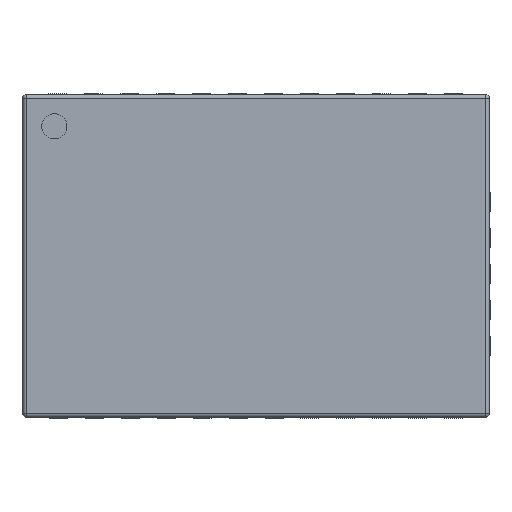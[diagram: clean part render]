
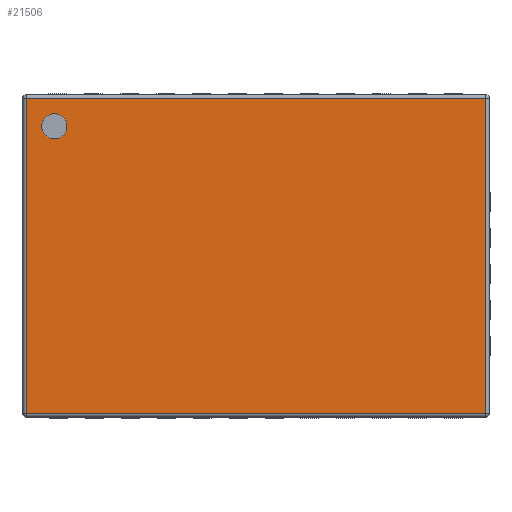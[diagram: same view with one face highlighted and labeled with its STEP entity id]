
A CAD part, top view. The second image highlights one B-rep face of the part: STEP entity #21506.
In plain terms, the highlighted planar face has unit normal (0, 0, 1).
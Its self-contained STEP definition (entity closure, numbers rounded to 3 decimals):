
#4940 = CYLINDRICAL_SURFACE('',#4941,0.05);
#4941 = AXIS2_PLACEMENT_3D('',#4942,#4943,#4944);
#4942 = CARTESIAN_POINT('',(-2.19,3.19,0.83));
#4943 = DIRECTION('',(-0.,-1.,-0.));
#4944 = DIRECTION('',(-1.,0.,0.));
#18387 = VERTEX_POINT('',#18388);
#18388 = CARTESIAN_POINT('',(-2.19,3.19,0.88));
#18408 = EDGE_CURVE('',#18387,#18409,#18411,.T.);
#18409 = VERTEX_POINT('',#18410);
#18410 = CARTESIAN_POINT('',(-2.19,-3.19,0.88));
#18411 = SURFACE_CURVE('',#18412,(#18416,#18423),.PCURVE_S1.);
#18412 = LINE('',#18413,#18414);
#18413 = CARTESIAN_POINT('',(-2.19,3.19,0.88));
#18414 = VECTOR('',#18415,1.);
#18415 = DIRECTION('',(-0.,-1.,-0.));
#18416 = PCURVE('',#4940,#18417);
#18417 = DEFINITIONAL_REPRESENTATION('',(#18418),#18422);
#18418 = LINE('',#18419,#18420);
#18419 = CARTESIAN_POINT('',(-1.571,0.));
#18420 = VECTOR('',#18421,1.);
#18421 = DIRECTION('',(-0.,1.));
#18422 = ( GEOMETRIC_REPRESENTATION_CONTEXT(2) 
PARAMETRIC_REPRESENTATION_CONTEXT() REPRESENTATION_CONTEXT('2D SPACE',''
  ) );
#18423 = PCURVE('',#18424,#18429);
#18424 = PLANE('',#18425);
#18425 = AXIS2_PLACEMENT_3D('',#18426,#18427,#18428);
#18426 = CARTESIAN_POINT('',(-2.24,-3.24,0.88));
#18427 = DIRECTION('',(0.,0.,1.));
#18428 = DIRECTION('',(1.,0.,0.));
#18429 = DEFINITIONAL_REPRESENTATION('',(#18430),#18434);
#18430 = LINE('',#18431,#18432);
#18431 = CARTESIAN_POINT('',(0.05,6.43));
#18432 = VECTOR('',#18433,1.);
#18433 = DIRECTION('',(-0.,-1.));
#18434 = ( GEOMETRIC_REPRESENTATION_CONTEXT(2) 
PARAMETRIC_REPRESENTATION_CONTEXT() REPRESENTATION_CONTEXT('2D SPACE',''
  ) );
#18859 = CYLINDRICAL_SURFACE('',#18860,0.05);
#18860 = AXIS2_PLACEMENT_3D('',#18861,#18862,#18863);
#18861 = CARTESIAN_POINT('',(-2.24,-3.19,0.83));
#18862 = DIRECTION('',(1.,0.,0.));
#18863 = DIRECTION('',(0.,-1.,0.));
#20009 = CYLINDRICAL_SURFACE('',#20010,0.05);
#20010 = AXIS2_PLACEMENT_3D('',#20011,#20012,#20013);
#20011 = CARTESIAN_POINT('',(2.19,-3.19,0.83));
#20012 = DIRECTION('',(0.,1.,0.));
#20013 = DIRECTION('',(0.,0.,1.));
#20544 = CYLINDRICAL_SURFACE('',#20545,0.05);
#20545 = AXIS2_PLACEMENT_3D('',#20546,#20547,#20548);
#20546 = CARTESIAN_POINT('',(-2.24,3.19,0.83));
#20547 = DIRECTION('',(1.,0.,0.));
#20548 = DIRECTION('',(0.,1.,0.));
#21506 = ADVANCED_FACE('',(#21507,#21577),#18424,.T.);
#21507 = FACE_BOUND('',#21508,.T.);
#21508 = EDGE_LOOP('',(#21509,#21532,#21555,#21576));
#21509 = ORIENTED_EDGE('',*,*,#21510,.T.);
#21510 = EDGE_CURVE('',#18409,#21511,#21513,.T.);
#21511 = VERTEX_POINT('',#21512);
#21512 = CARTESIAN_POINT('',(2.19,-3.19,0.88));
#21513 = SURFACE_CURVE('',#21514,(#21518,#21525),.PCURVE_S1.);
#21514 = LINE('',#21515,#21516);
#21515 = CARTESIAN_POINT('',(-2.24,-3.19,0.88));
#21516 = VECTOR('',#21517,1.);
#21517 = DIRECTION('',(1.,0.,0.));
#21518 = PCURVE('',#18424,#21519);
#21519 = DEFINITIONAL_REPRESENTATION('',(#21520),#21524);
#21520 = LINE('',#21521,#21522);
#21521 = CARTESIAN_POINT('',(0.,0.05));
#21522 = VECTOR('',#21523,1.);
#21523 = DIRECTION('',(1.,0.));
#21524 = ( GEOMETRIC_REPRESENTATION_CONTEXT(2) 
PARAMETRIC_REPRESENTATION_CONTEXT() REPRESENTATION_CONTEXT('2D SPACE',''
  ) );
#21525 = PCURVE('',#18859,#21526);
#21526 = DEFINITIONAL_REPRESENTATION('',(#21527),#21531);
#21527 = LINE('',#21528,#21529);
#21528 = CARTESIAN_POINT('',(-1.571,0.));
#21529 = VECTOR('',#21530,1.);
#21530 = DIRECTION('',(-0.,1.));
#21531 = ( GEOMETRIC_REPRESENTATION_CONTEXT(2) 
PARAMETRIC_REPRESENTATION_CONTEXT() REPRESENTATION_CONTEXT('2D SPACE',''
  ) );
#21532 = ORIENTED_EDGE('',*,*,#21533,.T.);
#21533 = EDGE_CURVE('',#21511,#21534,#21536,.T.);
#21534 = VERTEX_POINT('',#21535);
#21535 = CARTESIAN_POINT('',(2.19,3.19,0.88));
#21536 = SURFACE_CURVE('',#21537,(#21541,#21548),.PCURVE_S1.);
#21537 = LINE('',#21538,#21539);
#21538 = CARTESIAN_POINT('',(2.19,-3.19,0.88));
#21539 = VECTOR('',#21540,1.);
#21540 = DIRECTION('',(0.,1.,0.));
#21541 = PCURVE('',#18424,#21542);
#21542 = DEFINITIONAL_REPRESENTATION('',(#21543),#21547);
#21543 = LINE('',#21544,#21545);
#21544 = CARTESIAN_POINT('',(4.43,0.05));
#21545 = VECTOR('',#21546,1.);
#21546 = DIRECTION('',(0.,1.));
#21547 = ( GEOMETRIC_REPRESENTATION_CONTEXT(2) 
PARAMETRIC_REPRESENTATION_CONTEXT() REPRESENTATION_CONTEXT('2D SPACE',''
  ) );
#21548 = PCURVE('',#20009,#21549);
#21549 = DEFINITIONAL_REPRESENTATION('',(#21550),#21554);
#21550 = LINE('',#21551,#21552);
#21551 = CARTESIAN_POINT('',(0.,0.));
#21552 = VECTOR('',#21553,1.);
#21553 = DIRECTION('',(0.,1.));
#21554 = ( GEOMETRIC_REPRESENTATION_CONTEXT(2) 
PARAMETRIC_REPRESENTATION_CONTEXT() REPRESENTATION_CONTEXT('2D SPACE',''
  ) );
#21555 = ORIENTED_EDGE('',*,*,#21556,.F.);
#21556 = EDGE_CURVE('',#18387,#21534,#21557,.T.);
#21557 = SURFACE_CURVE('',#21558,(#21562,#21569),.PCURVE_S1.);
#21558 = LINE('',#21559,#21560);
#21559 = CARTESIAN_POINT('',(-2.24,3.19,0.88));
#21560 = VECTOR('',#21561,1.);
#21561 = DIRECTION('',(1.,0.,0.));
#21562 = PCURVE('',#18424,#21563);
#21563 = DEFINITIONAL_REPRESENTATION('',(#21564),#21568);
#21564 = LINE('',#21565,#21566);
#21565 = CARTESIAN_POINT('',(0.,6.43));
#21566 = VECTOR('',#21567,1.);
#21567 = DIRECTION('',(1.,0.));
#21568 = ( GEOMETRIC_REPRESENTATION_CONTEXT(2) 
PARAMETRIC_REPRESENTATION_CONTEXT() REPRESENTATION_CONTEXT('2D SPACE',''
  ) );
#21569 = PCURVE('',#20544,#21570);
#21570 = DEFINITIONAL_REPRESENTATION('',(#21571),#21575);
#21571 = LINE('',#21572,#21573);
#21572 = CARTESIAN_POINT('',(1.571,0.));
#21573 = VECTOR('',#21574,1.);
#21574 = DIRECTION('',(0.,1.));
#21575 = ( GEOMETRIC_REPRESENTATION_CONTEXT(2) 
PARAMETRIC_REPRESENTATION_CONTEXT() REPRESENTATION_CONTEXT('2D SPACE',''
  ) );
#21576 = ORIENTED_EDGE('',*,*,#18408,.T.);
#21577 = FACE_BOUND('',#21578,.T.);
#21578 = EDGE_LOOP('',(#21579));
#21579 = ORIENTED_EDGE('',*,*,#21580,.F.);
#21580 = EDGE_CURVE('',#21581,#21581,#21583,.T.);
#21581 = VERTEX_POINT('',#21582);
#21582 = CARTESIAN_POINT('',(-1.625,-2.8,0.88));
#21583 = SURFACE_CURVE('',#21584,(#21589,#21596),.PCURVE_S1.);
#21584 = CIRCLE('',#21585,0.175);
#21585 = AXIS2_PLACEMENT_3D('',#21586,#21587,#21588);
#21586 = CARTESIAN_POINT('',(-1.8,-2.8,0.88));
#21587 = DIRECTION('',(0.,0.,1.));
#21588 = DIRECTION('',(1.,0.,0.));
#21589 = PCURVE('',#18424,#21590);
#21590 = DEFINITIONAL_REPRESENTATION('',(#21591),#21595);
#21591 = CIRCLE('',#21592,0.175);
#21592 = AXIS2_PLACEMENT_2D('',#21593,#21594);
#21593 = CARTESIAN_POINT('',(0.44,0.44));
#21594 = DIRECTION('',(1.,0.));
#21595 = ( GEOMETRIC_REPRESENTATION_CONTEXT(2) 
PARAMETRIC_REPRESENTATION_CONTEXT() REPRESENTATION_CONTEXT('2D SPACE',''
  ) );
#21596 = PCURVE('',#21597,#21602);
#21597 = CYLINDRICAL_SURFACE('',#21598,0.175);
#21598 = AXIS2_PLACEMENT_3D('',#21599,#21600,#21601);
#21599 = CARTESIAN_POINT('',(-1.8,-2.8,0.88));
#21600 = DIRECTION('',(-0.,-0.,-1.));
#21601 = DIRECTION('',(1.,0.,0.));
#21602 = DEFINITIONAL_REPRESENTATION('',(#21603),#21607);
#21603 = LINE('',#21604,#21605);
#21604 = CARTESIAN_POINT('',(-0.,0.));
#21605 = VECTOR('',#21606,1.);
#21606 = DIRECTION('',(-1.,0.));
#21607 = ( GEOMETRIC_REPRESENTATION_CONTEXT(2) 
PARAMETRIC_REPRESENTATION_CONTEXT() REPRESENTATION_CONTEXT('2D SPACE',''
  ) );
